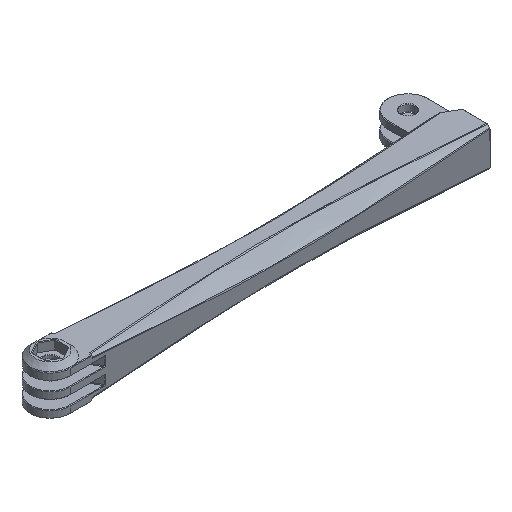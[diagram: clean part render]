
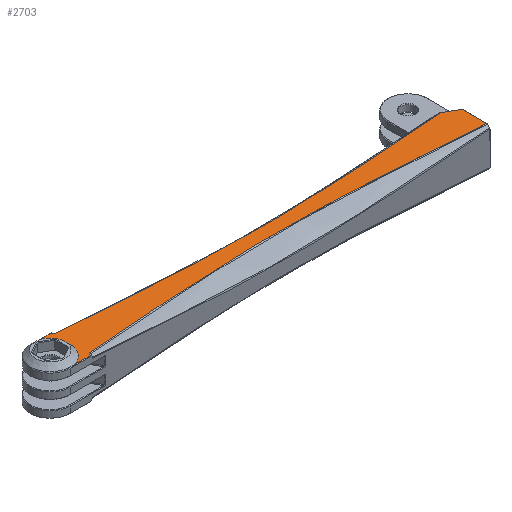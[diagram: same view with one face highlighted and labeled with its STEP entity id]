
A CAD part, isometric view. The second image highlights one B-rep face of the part: STEP entity #2703.
In plain terms, the highlighted planar face has unit normal (0, 0, 1).
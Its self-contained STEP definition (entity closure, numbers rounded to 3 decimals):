
#61=CIRCLE('',#2876,7.5);
#143=LINE('',#4332,#423);
#145=LINE('',#4367,#425);
#146=LINE('',#4436,#426);
#147=LINE('',#4438,#427);
#148=LINE('',#4450,#428);
#149=LINE('',#4452,#429);
#423=VECTOR('',#3119,10.);
#425=VECTOR('',#3123,10.);
#426=VECTOR('',#3126,10.);
#427=VECTOR('',#3127,10.);
#428=VECTOR('',#3128,10.);
#429=VECTOR('',#3129,10.);
#679=PLANE('',#2875);
#805=FACE_OUTER_BOUND('',#971,.T.);
#971=EDGE_LOOP('',(#1991,#1992,#1993,#1994,#1995,#1996,#1997,#1998,#1999));
#1176=B_SPLINE_CURVE_WITH_KNOTS('',3,(#4422,#4423,#4424,#4425,#4426,#4427,
#4428,#4429),.UNSPECIFIED.,.F.,.F.,(4,1,1,1,1,4),(-14.878,-12.759,
-8.503,-6.375,-4.247,0.009),
 .UNSPECIFIED.);
#1178=B_SPLINE_CURVE_WITH_KNOTS('',3,(#4440,#4441,#4442,#4443,#4444,#4445,
#4446,#4447,#4448),.UNSPECIFIED.,.F.,.F.,(4,1,1,1,1,1,4),(-0.001,
0.137,0.344,0.413,0.551,
0.688,0.964),.UNSPECIFIED.);
#1269=VERTEX_POINT('',#4329);
#1270=VERTEX_POINT('',#4331);
#1274=VERTEX_POINT('',#4359);
#1278=VERTEX_POINT('',#4415);
#1279=VERTEX_POINT('',#4435);
#1280=VERTEX_POINT('',#4437);
#1281=VERTEX_POINT('',#4439);
#1282=VERTEX_POINT('',#4449);
#1283=VERTEX_POINT('',#4451);
#1529=EDGE_CURVE('',#1269,#1270,#143,.T.);
#1535=EDGE_CURVE('',#1274,#1269,#145,.T.);
#1539=EDGE_CURVE('',#1278,#1274,#1176,.T.);
#1541=EDGE_CURVE('',#1279,#1278,#146,.T.);
#1542=EDGE_CURVE('',#1280,#1279,#147,.T.);
#1543=EDGE_CURVE('',#1281,#1280,#1178,.T.);
#1544=EDGE_CURVE('',#1282,#1281,#148,.T.);
#1545=EDGE_CURVE('',#1283,#1282,#149,.T.);
#1546=EDGE_CURVE('',#1283,#1270,#61,.T.);
#1991=ORIENTED_EDGE('',*,*,#1535,.F.);
#1992=ORIENTED_EDGE('',*,*,#1539,.F.);
#1993=ORIENTED_EDGE('',*,*,#1541,.F.);
#1994=ORIENTED_EDGE('',*,*,#1542,.F.);
#1995=ORIENTED_EDGE('',*,*,#1543,.F.);
#1996=ORIENTED_EDGE('',*,*,#1544,.F.);
#1997=ORIENTED_EDGE('',*,*,#1545,.F.);
#1998=ORIENTED_EDGE('',*,*,#1546,.T.);
#1999=ORIENTED_EDGE('',*,*,#1529,.F.);
#2703=ADVANCED_FACE('',(#805),#679,.T.);
#2875=AXIS2_PLACEMENT_3D('',#4434,#3124,#3125);
#2876=AXIS2_PLACEMENT_3D('',#4453,#3130,#3131);
#3119=DIRECTION('',(-1.,0.,0.));
#3123=DIRECTION('',(-0.577,-0.816,0.));
#3124=DIRECTION('center_axis',(0.,0.,1.));
#3125=DIRECTION('ref_axis',(1.,0.,0.));
#3126=DIRECTION('',(0.,-1.,0.));
#3127=DIRECTION('',(0.866,-0.5,0.));
#3128=DIRECTION('',(0.577,-0.816,0.));
#3129=DIRECTION('',(1.,0.,0.));
#3130=DIRECTION('center_axis',(0.,0.,-1.));
#3131=DIRECTION('ref_axis',(1.,0.,0.));
#4329=CARTESIAN_POINT('',(-0.811,0.2,15.));
#4331=CARTESIAN_POINT('',(-6.78,0.2,15.));
#4332=CARTESIAN_POINT('',(37.25,0.2,15.));
#4359=CARTESIAN_POINT('',(-0.109,1.192,15.));
#4367=CARTESIAN_POINT('',(12.676,19.273,15.));
#4415=CARTESIAN_POINT('',(148.8,1.217,15.));
#4422=CARTESIAN_POINT('Ctrl Pts',(148.8,1.217,15.));
#4423=CARTESIAN_POINT('Ctrl Pts',(141.735,1.784,15.));
#4424=CARTESIAN_POINT('Ctrl Pts',(120.481,3.479,15.));
#4425=CARTESIAN_POINT('Ctrl Pts',(92.129,5.23,15.));
#4426=CARTESIAN_POINT('Ctrl Pts',(63.743,5.232,15.));
#4427=CARTESIAN_POINT('Ctrl Pts',(35.36,4.031,15.));
#4428=CARTESIAN_POINT('Ctrl Pts',(14.078,2.332,15.));
#4429=CARTESIAN_POINT('Ctrl Pts',(-0.109,1.192,15.));
#4434=CARTESIAN_POINT('Origin',(74.5,7.5,15.));
#4435=CARTESIAN_POINT('',(148.8,10.394,15.));
#4436=CARTESIAN_POINT('',(148.8,3.75,15.));
#4437=CARTESIAN_POINT('',(143.646,13.37,15.));
#4438=CARTESIAN_POINT('',(117.725,28.335,15.));
#4439=CARTESIAN_POINT('',(-0.109,13.808,15.));
#4440=CARTESIAN_POINT('Ctrl Pts',(-0.109,13.808,15.));
#4441=CARTESIAN_POINT('Ctrl Pts',(6.735,13.258,15.));
#4442=CARTESIAN_POINT('Ctrl Pts',(23.846,11.88,15.));
#4443=CARTESIAN_POINT('Ctrl Pts',(44.382,10.546,15.));
#4444=CARTESIAN_POINT('Ctrl Pts',(64.92,9.815,15.));
#4445=CARTESIAN_POINT('Ctrl Pts',(82.038,9.716,15.));
#4446=CARTESIAN_POINT('Ctrl Pts',(109.423,10.71,15.));
#4447=CARTESIAN_POINT('Ctrl Pts',(129.958,12.275,15.));
#4448=CARTESIAN_POINT('Ctrl Pts',(143.646,13.37,15.));
#4449=CARTESIAN_POINT('',(-0.811,14.8,15.));
#4450=CARTESIAN_POINT('',(14.326,-6.606,15.));
#4451=CARTESIAN_POINT('',(-6.78,14.8,15.));
#4452=CARTESIAN_POINT('',(111.75,14.8,15.));
#4453=CARTESIAN_POINT('Origin',(-8.5,7.5,15.));
